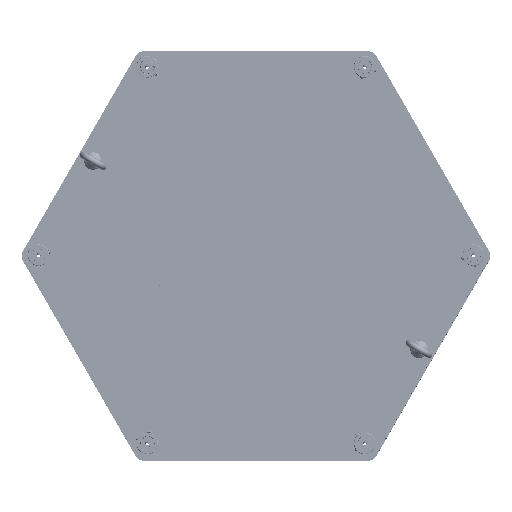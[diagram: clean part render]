
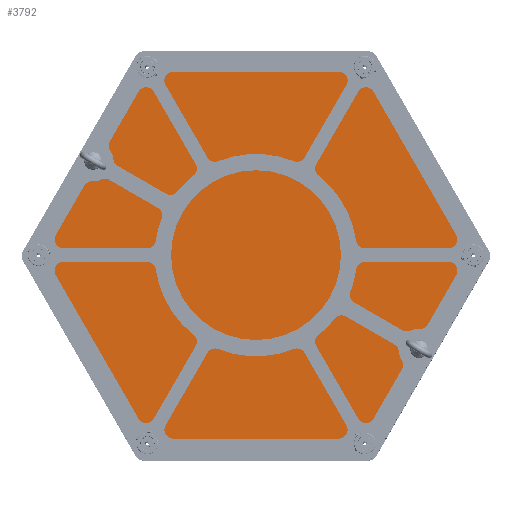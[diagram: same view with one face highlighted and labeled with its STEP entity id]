
A CAD part, top view. The second image highlights one B-rep face of the part: STEP entity #3792.
In plain terms, the highlighted planar face has unit normal (0, 0, 1).
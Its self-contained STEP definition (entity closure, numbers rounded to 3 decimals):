
#3792=ADVANCED_FACE('',(#5987,#5988,#5989,#5990,#5991,#5992,#5993,#5994,
#5995,#5996,#5997,#5998),#4279,.F.);
#4279=PLANE('',#13915);
#4658=LINE('',#18951,#5402);
#4662=LINE('',#18960,#5406);
#4666=LINE('',#18969,#5410);
#4670=LINE('',#18978,#5414);
#4674=LINE('',#18987,#5418);
#4676=LINE('',#18991,#5420);
#5402=VECTOR('',#15802,1.);
#5406=VECTOR('',#15808,1.);
#5410=VECTOR('',#15814,1.);
#5414=VECTOR('',#15820,1.);
#5418=VECTOR('',#15826,1.);
#5420=VECTOR('',#15830,1.);
#5987=FACE_BOUND('',#6445,.T.);
#5988=FACE_BOUND('',#6446,.T.);
#5989=FACE_BOUND('',#6447,.T.);
#5990=FACE_BOUND('',#6448,.T.);
#5991=FACE_BOUND('',#6449,.T.);
#5992=FACE_BOUND('',#6450,.T.);
#5993=FACE_BOUND('',#6451,.T.);
#5994=FACE_BOUND('',#6452,.T.);
#5995=FACE_BOUND('',#6453,.T.);
#5996=FACE_BOUND('',#6454,.T.);
#5997=FACE_BOUND('',#6455,.T.);
#5998=FACE_BOUND('',#6456,.T.);
#6445=EDGE_LOOP('',(#7996));
#6446=EDGE_LOOP('',(#7997));
#6447=EDGE_LOOP('',(#7998));
#6448=EDGE_LOOP('',(#7999));
#6449=EDGE_LOOP('',(#8000));
#6450=EDGE_LOOP('',(#8001));
#6451=EDGE_LOOP('',(#8002));
#6452=EDGE_LOOP('',(#8003));
#6453=EDGE_LOOP('',(#8004));
#6454=EDGE_LOOP('',(#8005));
#6455=EDGE_LOOP('',(#8006));
#6456=EDGE_LOOP('',(#8007,#8008,#8009,#8010,#8011,#8012,#8013,#8014,#8015,
#8016,#8017,#8018));
#7996=ORIENTED_EDGE('',*,*,#11815,.F.);
#7997=ORIENTED_EDGE('',*,*,#11816,.F.);
#7998=ORIENTED_EDGE('',*,*,#11817,.T.);
#7999=ORIENTED_EDGE('',*,*,#11818,.F.);
#8000=ORIENTED_EDGE('',*,*,#11819,.F.);
#8001=ORIENTED_EDGE('',*,*,#11820,.F.);
#8002=ORIENTED_EDGE('',*,*,#11821,.F.);
#8003=ORIENTED_EDGE('',*,*,#11822,.F.);
#8004=ORIENTED_EDGE('',*,*,#11823,.F.);
#8005=ORIENTED_EDGE('',*,*,#11824,.F.);
#8006=ORIENTED_EDGE('',*,*,#11825,.F.);
#8007=ORIENTED_EDGE('',*,*,#11793,.F.);
#8008=ORIENTED_EDGE('',*,*,#11826,.T.);
#8009=ORIENTED_EDGE('',*,*,#11811,.F.);
#8010=ORIENTED_EDGE('',*,*,#11827,.T.);
#8011=ORIENTED_EDGE('',*,*,#11809,.F.);
#8012=ORIENTED_EDGE('',*,*,#11828,.T.);
#8013=ORIENTED_EDGE('',*,*,#11805,.F.);
#8014=ORIENTED_EDGE('',*,*,#11829,.T.);
#8015=ORIENTED_EDGE('',*,*,#11801,.F.);
#8016=ORIENTED_EDGE('',*,*,#11830,.T.);
#8017=ORIENTED_EDGE('',*,*,#11797,.F.);
#8018=ORIENTED_EDGE('',*,*,#11831,.T.);
#10544=VERTEX_POINT('',#18950);
#10545=VERTEX_POINT('',#18952);
#10548=VERTEX_POINT('',#18959);
#10549=VERTEX_POINT('',#18961);
#10552=VERTEX_POINT('',#18968);
#10553=VERTEX_POINT('',#18970);
#10556=VERTEX_POINT('',#18977);
#10557=VERTEX_POINT('',#18979);
#10560=VERTEX_POINT('',#18986);
#10561=VERTEX_POINT('',#18988);
#10562=VERTEX_POINT('',#18992);
#10563=VERTEX_POINT('',#18993);
#10566=VERTEX_POINT('',#19001);
#10567=VERTEX_POINT('',#19003);
#10568=VERTEX_POINT('',#19005);
#10569=VERTEX_POINT('',#19007);
#10570=VERTEX_POINT('',#19009);
#10571=VERTEX_POINT('',#19011);
#10572=VERTEX_POINT('',#19013);
#10573=VERTEX_POINT('',#19015);
#10574=VERTEX_POINT('',#19017);
#10575=VERTEX_POINT('',#19019);
#10576=VERTEX_POINT('',#19021);
#11793=EDGE_CURVE('',#10544,#10545,#4658,.T.);
#11797=EDGE_CURVE('',#10548,#10549,#4662,.T.);
#11801=EDGE_CURVE('',#10552,#10553,#4666,.T.);
#11805=EDGE_CURVE('',#10556,#10557,#4670,.T.);
#11809=EDGE_CURVE('',#10560,#10561,#4674,.T.);
#11811=EDGE_CURVE('',#10562,#10563,#4676,.T.);
#11815=EDGE_CURVE('',#10566,#10566,#13117,.T.);
#11816=EDGE_CURVE('',#10567,#10567,#13118,.T.);
#11817=EDGE_CURVE('',#10568,#10568,#13119,.T.);
#11818=EDGE_CURVE('',#10569,#10569,#13120,.T.);
#11819=EDGE_CURVE('',#10570,#10570,#13121,.T.);
#11820=EDGE_CURVE('',#10571,#10571,#13122,.T.);
#11821=EDGE_CURVE('',#10572,#10572,#13123,.T.);
#11822=EDGE_CURVE('',#10573,#10573,#13124,.T.);
#11823=EDGE_CURVE('',#10574,#10574,#13125,.T.);
#11824=EDGE_CURVE('',#10575,#10575,#13126,.T.);
#11825=EDGE_CURVE('',#10576,#10576,#13127,.T.);
#11826=EDGE_CURVE('',#10544,#10563,#13128,.T.);
#11827=EDGE_CURVE('',#10562,#10561,#13129,.T.);
#11828=EDGE_CURVE('',#10560,#10557,#13130,.T.);
#11829=EDGE_CURVE('',#10556,#10553,#13131,.T.);
#11830=EDGE_CURVE('',#10552,#10549,#13132,.T.);
#11831=EDGE_CURVE('',#10548,#10545,#13133,.T.);
#13117=CIRCLE('',#13898,3.75);
#13118=CIRCLE('',#13899,3.75);
#13119=CIRCLE('',#13900,3.75);
#13120=CIRCLE('',#13901,3.75);
#13121=CIRCLE('',#13902,3.75);
#13122=CIRCLE('',#13903,3.25);
#13123=CIRCLE('',#13904,3.25);
#13124=CIRCLE('',#13905,3.25);
#13125=CIRCLE('',#13906,3.25);
#13126=CIRCLE('',#13907,3.25);
#13127=CIRCLE('',#13908,3.25);
#13128=CIRCLE('',#13909,6.5);
#13129=CIRCLE('',#13910,6.5);
#13130=CIRCLE('',#13911,6.5);
#13131=CIRCLE('',#13912,6.5);
#13132=CIRCLE('',#13913,6.5);
#13133=CIRCLE('',#13914,6.5);
#13898=AXIS2_PLACEMENT_3D('',#19000,#15836,#15837);
#13899=AXIS2_PLACEMENT_3D('',#19002,#15838,#15839);
#13900=AXIS2_PLACEMENT_3D('',#19004,#15840,#15841);
#13901=AXIS2_PLACEMENT_3D('',#19006,#15842,#15843);
#13902=AXIS2_PLACEMENT_3D('',#19008,#15844,#15845);
#13903=AXIS2_PLACEMENT_3D('',#19010,#15846,#15847);
#13904=AXIS2_PLACEMENT_3D('',#19012,#15848,#15849);
#13905=AXIS2_PLACEMENT_3D('',#19014,#15850,#15851);
#13906=AXIS2_PLACEMENT_3D('',#19016,#15852,#15853);
#13907=AXIS2_PLACEMENT_3D('',#19018,#15854,#15855);
#13908=AXIS2_PLACEMENT_3D('',#19020,#15856,#15857);
#13909=AXIS2_PLACEMENT_3D('',#19022,#15858,#15859);
#13910=AXIS2_PLACEMENT_3D('',#19023,#15860,#15861);
#13911=AXIS2_PLACEMENT_3D('',#19024,#15862,#15863);
#13912=AXIS2_PLACEMENT_3D('',#19025,#15864,#15865);
#13913=AXIS2_PLACEMENT_3D('',#19026,#15866,#15867);
#13914=AXIS2_PLACEMENT_3D('',#19027,#15868,#15869);
#13915=AXIS2_PLACEMENT_3D('',#19028,#15870,#15871);
#15802=DIRECTION('',(-0.5,0.866,0.));
#15808=DIRECTION('',(0.5,0.866,0.));
#15814=DIRECTION('',(1.,0.,0.));
#15820=DIRECTION('',(0.5,-0.866,0.));
#15826=DIRECTION('',(-0.5,-0.866,0.));
#15830=DIRECTION('',(-1.,0.,0.));
#15836=DIRECTION('',(0.,0.,1.));
#15837=DIRECTION('',(-1.,0.,0.));
#15838=DIRECTION('',(0.,0.,1.));
#15839=DIRECTION('',(-1.,0.,0.));
#15840=DIRECTION('',(0.,0.,-1.));
#15841=DIRECTION('',(-1.,0.,0.));
#15842=DIRECTION('',(0.,0.,1.));
#15843=DIRECTION('',(-1.,0.,0.));
#15844=DIRECTION('',(0.,0.,1.));
#15845=DIRECTION('',(-1.,0.,0.));
#15846=DIRECTION('',(0.,0.,1.));
#15847=DIRECTION('',(-1.,0.,0.));
#15848=DIRECTION('',(0.,0.,1.));
#15849=DIRECTION('',(-1.,0.,0.));
#15850=DIRECTION('',(0.,0.,1.));
#15851=DIRECTION('',(-1.,0.,0.));
#15852=DIRECTION('',(0.,0.,1.));
#15853=DIRECTION('',(-1.,0.,0.));
#15854=DIRECTION('',(0.,0.,1.));
#15855=DIRECTION('',(-1.,0.,0.));
#15856=DIRECTION('',(0.,0.,1.));
#15857=DIRECTION('',(-1.,0.,0.));
#15858=DIRECTION('',(0.,0.,1.));
#15859=DIRECTION('',(-1.,0.,0.));
#15860=DIRECTION('',(0.,0.,1.));
#15861=DIRECTION('',(-1.,0.,0.));
#15862=DIRECTION('',(0.,0.,1.));
#15863=DIRECTION('',(-1.,0.,0.));
#15864=DIRECTION('',(0.,0.,1.));
#15865=DIRECTION('',(-1.,0.,0.));
#15866=DIRECTION('',(0.,0.,1.));
#15867=DIRECTION('',(-1.,0.,0.));
#15868=DIRECTION('',(0.,0.,1.));
#15869=DIRECTION('',(-1.,0.,0.));
#15870=DIRECTION('',(0.,0.,-1.));
#15871=DIRECTION('',(-1.,0.,0.));
#18950=CARTESIAN_POINT('',(-88.479,-146.75,25.));
#18951=CARTESIAN_POINT('',(-86.603,-150.,25.));
#18952=CARTESIAN_POINT('',(-171.329,-3.25,25.));
#18959=CARTESIAN_POINT('',(-171.329,3.25,25.));
#18960=CARTESIAN_POINT('',(-173.205,0.,25.));
#18961=CARTESIAN_POINT('',(-88.479,146.75,25.));
#18968=CARTESIAN_POINT('',(-82.85,150.,25.));
#18969=CARTESIAN_POINT('',(-86.603,150.,25.));
#18970=CARTESIAN_POINT('',(82.85,150.,25.));
#18977=CARTESIAN_POINT('',(88.479,146.75,25.));
#18978=CARTESIAN_POINT('',(86.603,150.,25.));
#18979=CARTESIAN_POINT('',(171.329,3.25,25.));
#18986=CARTESIAN_POINT('',(171.329,-3.25,25.));
#18987=CARTESIAN_POINT('',(173.205,0.,25.));
#18988=CARTESIAN_POINT('',(88.479,-146.75,25.));
#18991=CARTESIAN_POINT('',(86.603,-150.,25.));
#18992=CARTESIAN_POINT('',(82.85,-150.,25.));
#18993=CARTESIAN_POINT('',(-82.85,-150.,25.));
#19000=CARTESIAN_POINT('',(120.,-69.282,25.));
#19001=CARTESIAN_POINT('',(116.25,-69.282,25.));
#19002=CARTESIAN_POINT('',(-120.,69.282,25.));
#19003=CARTESIAN_POINT('',(-123.75,69.282,25.));
#19004=CARTESIAN_POINT('',(-140.,-34.641,25.));
#19005=CARTESIAN_POINT('',(-143.75,-34.641,25.));
#19006=CARTESIAN_POINT('',(96.129,-55.5,25.));
#19007=CARTESIAN_POINT('',(92.379,-55.5,25.));
#19008=CARTESIAN_POINT('',(-96.129,55.5,25.));
#19009=CARTESIAN_POINT('',(-99.879,55.5,25.));
#19010=CARTESIAN_POINT('',(160.,0.,25.));
#19011=CARTESIAN_POINT('',(156.75,0.,25.));
#19012=CARTESIAN_POINT('',(80.,138.564,25.));
#19013=CARTESIAN_POINT('',(76.75,138.564,25.));
#19014=CARTESIAN_POINT('',(80.,-138.564,25.));
#19015=CARTESIAN_POINT('',(76.75,-138.564,25.));
#19016=CARTESIAN_POINT('',(-80.,138.564,25.));
#19017=CARTESIAN_POINT('',(-83.25,138.564,25.));
#19018=CARTESIAN_POINT('',(-80.,-138.564,25.));
#19019=CARTESIAN_POINT('',(-83.25,-138.564,25.));
#19020=CARTESIAN_POINT('',(-160.,0.,25.));
#19021=CARTESIAN_POINT('',(-163.25,0.,25.));
#19022=CARTESIAN_POINT('',(-82.85,-143.5,25.));
#19023=CARTESIAN_POINT('',(82.85,-143.5,25.));
#19024=CARTESIAN_POINT('',(165.7,0.,25.));
#19025=CARTESIAN_POINT('',(82.85,143.5,25.));
#19026=CARTESIAN_POINT('',(-82.85,143.5,25.));
#19027=CARTESIAN_POINT('',(-165.7,0.,25.));
#19028=CARTESIAN_POINT('',(0.,0.,25.));
